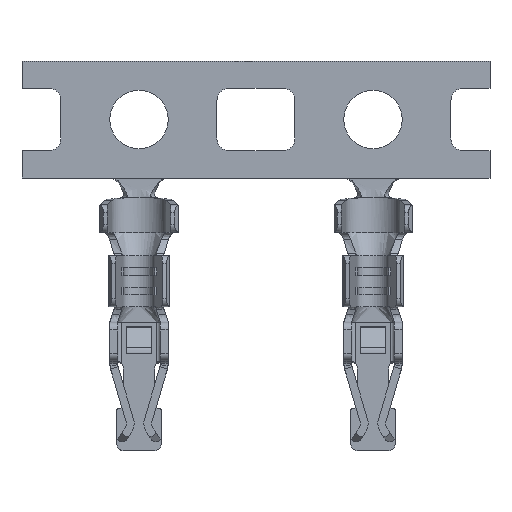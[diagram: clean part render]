
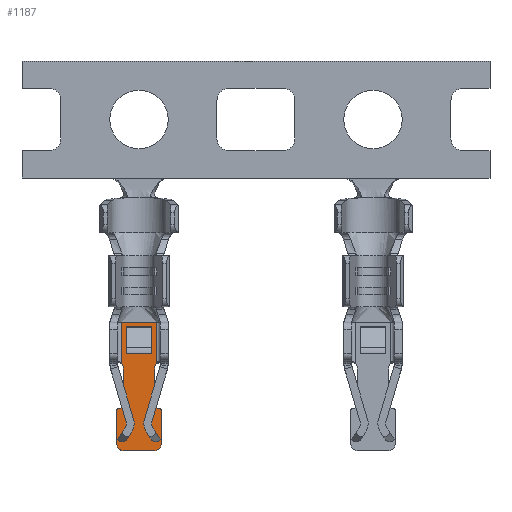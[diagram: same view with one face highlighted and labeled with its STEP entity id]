
A CAD part, top view. The second image highlights one B-rep face of the part: STEP entity #1187.
In plain terms, the highlighted planar face has unit normal (0, 0, 1).
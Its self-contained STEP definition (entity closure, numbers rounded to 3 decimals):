
#189=CARTESIAN_POINT('',(0.42,0.934,0.187));
#190=VERTEX_POINT('',#189);
#198=CARTESIAN_POINT('',(0.42,-0.063,0.187));
#199=VERTEX_POINT('',#198);
#200=CARTESIAN_POINT('',(0.42,0.934,0.187));
#201=DIRECTION('',(0.,-1.,0.));
#202=VECTOR('',#201,0.998);
#203=LINE('',#200,#202);
#204=EDGE_CURVE('',#190,#199,#203,.T.);
#244=CARTESIAN_POINT('',(-0.42,-0.063,0.187));
#245=VERTEX_POINT('',#244);
#265=CARTESIAN_POINT('',(-0.42,0.934,0.187));
#266=VERTEX_POINT('',#265);
#267=CARTESIAN_POINT('',(-0.42,-0.063,0.187));
#268=DIRECTION('',(0.,1.,0.));
#269=VECTOR('',#268,0.998);
#270=LINE('',#267,#269);
#271=EDGE_CURVE('',#245,#266,#270,.T.);
#307=CARTESIAN_POINT('',(0.448,-1.121,0.187));
#308=VERTEX_POINT('',#307);
#315=CARTESIAN_POINT('',(0.462,-1.121,0.187));
#316=VERTEX_POINT('',#315);
#317=CARTESIAN_POINT('',(0.448,-1.121,0.187));
#318=DIRECTION('',(1.,0.,0.));
#319=VECTOR('',#318,0.014);
#320=LINE('',#317,#319);
#321=EDGE_CURVE('',#308,#316,#320,.T.);
#347=CARTESIAN_POINT('',(-0.462,-1.121,0.187));
#348=VERTEX_POINT('',#347);
#355=CARTESIAN_POINT('',(-0.448,-1.121,0.187));
#356=VERTEX_POINT('',#355);
#357=CARTESIAN_POINT('',(-0.462,-1.121,0.187));
#358=DIRECTION('',(1.,0.,0.));
#359=VECTOR('',#358,0.014);
#360=LINE('',#357,#359);
#361=EDGE_CURVE('',#348,#356,#360,.T.);
#385=CARTESIAN_POINT('',(0.374,-1.046,0.187));
#386=VERTEX_POINT('',#385);
#387=CARTESIAN_POINT('',(0.448,-1.046,0.187));
#388=DIRECTION('',(-1.,0.,0.));
#389=DIRECTION('',(0.,0.,1.));
#390=AXIS2_PLACEMENT_3D('',#387,#389,#388);
#391=CIRCLE('',#390,0.075);
#392=EDGE_CURVE('',#386,#308,#391,.T.);
#419=CARTESIAN_POINT('',(0.537,-1.196,0.187));
#420=VERTEX_POINT('',#419);
#421=CARTESIAN_POINT('',(0.462,-1.196,0.187));
#422=DIRECTION('',(0.,1.,0.));
#423=DIRECTION('',(0.,0.,-1.));
#424=AXIS2_PLACEMENT_3D('',#421,#423,#422);
#425=CIRCLE('',#424,0.075);
#426=EDGE_CURVE('',#316,#420,#425,.T.);
#453=CARTESIAN_POINT('',(-0.537,-1.196,0.187));
#454=VERTEX_POINT('',#453);
#461=CARTESIAN_POINT('',(-0.462,-1.196,0.187));
#462=DIRECTION('',(-1.,0.,0.));
#463=DIRECTION('',(0.,0.,-1.));
#464=AXIS2_PLACEMENT_3D('',#461,#463,#462);
#465=CIRCLE('',#464,0.075);
#466=EDGE_CURVE('',#454,#348,#465,.T.);
#484=CARTESIAN_POINT('',(-0.374,-1.046,0.187));
#485=VERTEX_POINT('',#484);
#486=CARTESIAN_POINT('',(-0.448,-1.046,0.187));
#487=DIRECTION('',(0.,-1.,0.));
#488=DIRECTION('',(0.,0.,1.));
#489=AXIS2_PLACEMENT_3D('',#486,#488,#487);
#490=CIRCLE('',#489,0.075);
#491=EDGE_CURVE('',#356,#485,#490,.T.);
#1062=CARTESIAN_POINT('',(0.,-0.607,0.187));
#1063=DIRECTION('',(-1.,0.,0.));
#1064=DIRECTION('',(0.,0.,1.));
#1065=AXIS2_PLACEMENT_3D('',#1062,#1064,#1063);
#1066=PLANE('',#1065);
#1067=CARTESIAN_POINT('',(0.374,-0.187,0.187));
#1068=VERTEX_POINT('',#1067);
#1069=CARTESIAN_POINT('',(0.374,-1.046,0.187));
#1070=DIRECTION('',(0.,1.,0.));
#1071=VECTOR('',#1070,0.86);
#1072=LINE('',#1069,#1071);
#1073=EDGE_CURVE('',#386,#1068,#1072,.T.);
#1074=ORIENTED_EDGE('',*,*,#1073,.T.);
#1075=CARTESIAN_POINT('',(0.561,-0.187,0.187));
#1076=DIRECTION('',(-1.,0.,0.));
#1077=DIRECTION('',(0.,0.,-1.));
#1078=AXIS2_PLACEMENT_3D('',#1075,#1077,#1076);
#1079=CIRCLE('',#1078,0.187);
#1080=EDGE_CURVE('',#1068,#199,#1079,.T.);
#1081=ORIENTED_EDGE('',*,*,#1080,.T.);
#1082=ORIENTED_EDGE('',*,*,#204,.F.);
#1083=CARTESIAN_POINT('',(0.42,0.934,0.187));
#1084=DIRECTION('',(-1.,0.,0.));
#1085=VECTOR('',#1084,0.841);
#1086=LINE('',#1083,#1085);
#1087=EDGE_CURVE('',#190,#266,#1086,.T.);
#1088=ORIENTED_EDGE('',*,*,#1087,.T.);
#1089=ORIENTED_EDGE('',*,*,#271,.F.);
#1090=CARTESIAN_POINT('',(-0.374,-0.187,0.187));
#1091=VERTEX_POINT('',#1090);
#1092=CARTESIAN_POINT('',(-0.561,-0.187,0.187));
#1093=DIRECTION('',(0.75,0.661,0.));
#1094=DIRECTION('',(0.,0.,-1.));
#1095=AXIS2_PLACEMENT_3D('',#1092,#1094,#1093);
#1096=CIRCLE('',#1095,0.187);
#1097=EDGE_CURVE('',#245,#1091,#1096,.T.);
#1098=ORIENTED_EDGE('',*,*,#1097,.T.);
#1099=CARTESIAN_POINT('',(-0.374,-0.187,0.187));
#1100=DIRECTION('',(0.,-1.,0.));
#1101=VECTOR('',#1100,0.86);
#1102=LINE('',#1099,#1101);
#1103=EDGE_CURVE('',#1091,#485,#1102,.T.);
#1104=ORIENTED_EDGE('',*,*,#1103,.T.);
#1105=ORIENTED_EDGE('',*,*,#491,.F.);
#1106=ORIENTED_EDGE('',*,*,#361,.F.);
#1107=ORIENTED_EDGE('',*,*,#466,.F.);
#1108=CARTESIAN_POINT('',(-0.537,-1.962,0.187));
#1109=VERTEX_POINT('',#1108);
#1110=CARTESIAN_POINT('',(-0.537,-1.196,0.187));
#1111=DIRECTION('',(0.,-1.,0.));
#1112=VECTOR('',#1111,0.766);
#1113=LINE('',#1110,#1112);
#1114=EDGE_CURVE('',#454,#1109,#1113,.T.);
#1115=ORIENTED_EDGE('',*,*,#1114,.T.);
#1116=CARTESIAN_POINT('',(-0.35,-2.149,0.187));
#1117=VERTEX_POINT('',#1116);
#1118=CARTESIAN_POINT('',(-0.35,-1.962,0.187));
#1119=DIRECTION('',(-1.,0.,0.));
#1120=DIRECTION('',(0.,0.,1.));
#1121=AXIS2_PLACEMENT_3D('',#1118,#1120,#1119);
#1122=CIRCLE('',#1121,0.187);
#1123=EDGE_CURVE('',#1109,#1117,#1122,.T.);
#1124=ORIENTED_EDGE('',*,*,#1123,.T.);
#1125=CARTESIAN_POINT('',(0.35,-2.149,0.187));
#1126=VERTEX_POINT('',#1125);
#1127=CARTESIAN_POINT('',(-0.35,-2.149,0.187));
#1128=DIRECTION('',(1.,0.,0.));
#1129=VECTOR('',#1128,0.701);
#1130=LINE('',#1127,#1129);
#1131=EDGE_CURVE('',#1117,#1126,#1130,.T.);
#1132=ORIENTED_EDGE('',*,*,#1131,.T.);
#1133=CARTESIAN_POINT('',(0.537,-1.962,0.187));
#1134=VERTEX_POINT('',#1133);
#1135=CARTESIAN_POINT('',(0.35,-1.962,0.187));
#1136=DIRECTION('',(0.,-1.,0.));
#1137=DIRECTION('',(0.,0.,1.));
#1138=AXIS2_PLACEMENT_3D('',#1135,#1137,#1136);
#1139=CIRCLE('',#1138,0.187);
#1140=EDGE_CURVE('',#1126,#1134,#1139,.T.);
#1141=ORIENTED_EDGE('',*,*,#1140,.T.);
#1142=CARTESIAN_POINT('',(0.537,-1.962,0.187));
#1143=DIRECTION('',(0.,1.,0.));
#1144=VECTOR('',#1143,0.766);
#1145=LINE('',#1142,#1144);
#1146=EDGE_CURVE('',#1134,#420,#1145,.T.);
#1147=ORIENTED_EDGE('',*,*,#1146,.T.);
#1148=ORIENTED_EDGE('',*,*,#426,.F.);
#1149=ORIENTED_EDGE('',*,*,#321,.F.);
#1150=ORIENTED_EDGE('',*,*,#392,.F.);
#1151=EDGE_LOOP('',(#1074,#1081,#1082,#1088,#1089,#1098,#1104,#1105,#1106,#1107,#1115,#1124,#1132,#1141,#1147,#1148,#1149,#1150));
#1152=FACE_OUTER_BOUND('',#1151,.T.);
#1153=CARTESIAN_POINT('',(0.304,0.841,0.187));
#1154=VERTEX_POINT('',#1153);
#1155=CARTESIAN_POINT('',(0.304,0.187,0.187));
#1156=VERTEX_POINT('',#1155);
#1157=CARTESIAN_POINT('',(0.304,0.841,0.187));
#1158=DIRECTION('',(0.,-1.,0.));
#1159=VECTOR('',#1158,0.654);
#1160=LINE('',#1157,#1159);
#1161=EDGE_CURVE('',#1154,#1156,#1160,.T.);
#1162=ORIENTED_EDGE('',*,*,#1161,.T.);
#1163=CARTESIAN_POINT('',(-0.304,0.187,0.187));
#1164=VERTEX_POINT('',#1163);
#1165=CARTESIAN_POINT('',(0.304,0.187,0.187));
#1166=DIRECTION('',(-1.,0.,0.));
#1167=VECTOR('',#1166,0.607);
#1168=LINE('',#1165,#1167);
#1169=EDGE_CURVE('',#1156,#1164,#1168,.T.);
#1170=ORIENTED_EDGE('',*,*,#1169,.T.);
#1171=CARTESIAN_POINT('',(-0.304,0.841,0.187));
#1172=VERTEX_POINT('',#1171);
#1173=CARTESIAN_POINT('',(-0.304,0.187,0.187));
#1174=DIRECTION('',(0.,1.,0.));
#1175=VECTOR('',#1174,0.654);
#1176=LINE('',#1173,#1175);
#1177=EDGE_CURVE('',#1164,#1172,#1176,.T.);
#1178=ORIENTED_EDGE('',*,*,#1177,.T.);
#1179=CARTESIAN_POINT('',(-0.304,0.841,0.187));
#1180=DIRECTION('',(1.,0.,0.));
#1181=VECTOR('',#1180,0.607);
#1182=LINE('',#1179,#1181);
#1183=EDGE_CURVE('',#1172,#1154,#1182,.T.);
#1184=ORIENTED_EDGE('',*,*,#1183,.T.);
#1185=EDGE_LOOP('',(#1162,#1170,#1178,#1184));
#1186=FACE_BOUND('',#1185,.T.);
#1187=ADVANCED_FACE('',(#1152,#1186),#1066,.T.);
